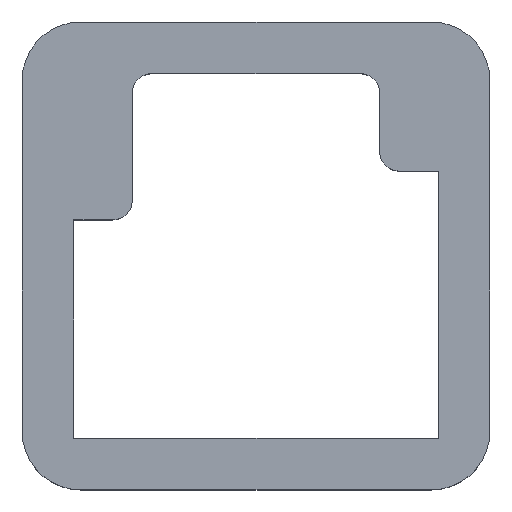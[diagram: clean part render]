
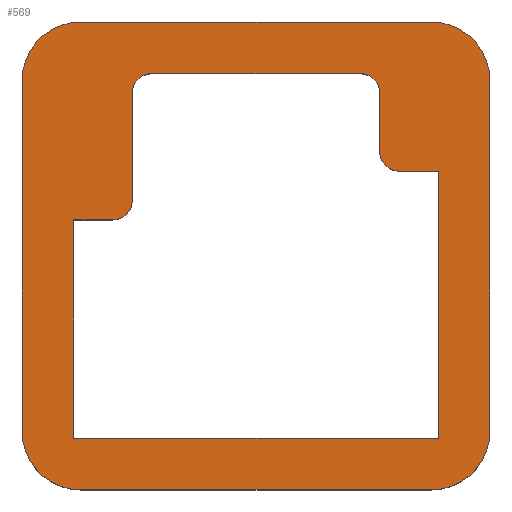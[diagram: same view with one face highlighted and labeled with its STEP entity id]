
A CAD part, top view. The second image highlights one B-rep face of the part: STEP entity #569.
In plain terms, the highlighted planar face has unit normal (0, 0, 1).
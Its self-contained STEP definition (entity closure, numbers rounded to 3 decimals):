
#15=FACE_BOUND('',#74,.T.);
#21=PLANE('',#609);
#43=FACE_OUTER_BOUND('',#73,.T.);
#73=EDGE_LOOP('',(#425,#426,#427,#428,#429,#430,#431,#432));
#74=EDGE_LOOP('',(#433,#434,#435,#436,#437,#438,#439,#440,#441,#442,#443,
#444));
#101=LINE('',#835,#161);
#115=LINE('',#871,#175);
#120=LINE('',#886,#180);
#121=LINE('',#890,#181);
#122=LINE('',#894,#182);
#123=LINE('',#897,#183);
#124=LINE('',#900,#184);
#125=LINE('',#902,#185);
#126=LINE('',#904,#186);
#127=LINE('',#908,#187);
#128=LINE('',#912,#188);
#129=LINE('',#915,#189);
#161=VECTOR('',#663,10.);
#175=VECTOR('',#693,10.);
#180=VECTOR('',#708,10.);
#181=VECTOR('',#711,10.);
#182=VECTOR('',#714,10.);
#183=VECTOR('',#717,10.);
#184=VECTOR('',#720,10.);
#185=VECTOR('',#721,10.);
#186=VECTOR('',#722,10.);
#187=VECTOR('',#725,10.);
#188=VECTOR('',#728,10.);
#189=VECTOR('',#731,10.);
#225=CIRCLE('',#610,3.);
#226=CIRCLE('',#611,3.);
#227=CIRCLE('',#612,3.);
#228=CIRCLE('',#613,3.);
#229=CIRCLE('',#614,1.);
#230=CIRCLE('',#615,1.);
#231=CIRCLE('',#616,1.);
#232=CIRCLE('',#617,1.);
#247=VERTEX_POINT('',#832);
#248=VERTEX_POINT('',#834);
#261=VERTEX_POINT('',#868);
#262=VERTEX_POINT('',#870);
#265=VERTEX_POINT('',#882);
#266=VERTEX_POINT('',#883);
#267=VERTEX_POINT('',#885);
#268=VERTEX_POINT('',#887);
#269=VERTEX_POINT('',#889);
#270=VERTEX_POINT('',#891);
#271=VERTEX_POINT('',#893);
#272=VERTEX_POINT('',#895);
#273=VERTEX_POINT('',#898);
#274=VERTEX_POINT('',#901);
#275=VERTEX_POINT('',#903);
#276=VERTEX_POINT('',#905);
#277=VERTEX_POINT('',#907);
#278=VERTEX_POINT('',#909);
#279=VERTEX_POINT('',#911);
#280=VERTEX_POINT('',#913);
#304=EDGE_CURVE('',#247,#248,#101,.T.);
#322=EDGE_CURVE('',#261,#262,#115,.T.);
#328=EDGE_CURVE('',#265,#266,#225,.T.);
#329=EDGE_CURVE('',#267,#265,#120,.T.);
#330=EDGE_CURVE('',#268,#267,#226,.T.);
#331=EDGE_CURVE('',#269,#268,#121,.T.);
#332=EDGE_CURVE('',#270,#269,#227,.T.);
#333=EDGE_CURVE('',#271,#270,#122,.T.);
#334=EDGE_CURVE('',#272,#271,#228,.T.);
#335=EDGE_CURVE('',#266,#272,#123,.T.);
#336=EDGE_CURVE('',#248,#273,#229,.T.);
#337=EDGE_CURVE('',#262,#247,#124,.T.);
#338=EDGE_CURVE('',#274,#261,#125,.T.);
#339=EDGE_CURVE('',#275,#274,#126,.T.);
#340=EDGE_CURVE('',#276,#275,#230,.T.);
#341=EDGE_CURVE('',#277,#276,#127,.T.);
#342=EDGE_CURVE('',#278,#277,#231,.T.);
#343=EDGE_CURVE('',#279,#278,#128,.T.);
#344=EDGE_CURVE('',#280,#279,#232,.T.);
#345=EDGE_CURVE('',#273,#280,#129,.T.);
#425=ORIENTED_EDGE('',*,*,#328,.F.);
#426=ORIENTED_EDGE('',*,*,#329,.F.);
#427=ORIENTED_EDGE('',*,*,#330,.F.);
#428=ORIENTED_EDGE('',*,*,#331,.F.);
#429=ORIENTED_EDGE('',*,*,#332,.F.);
#430=ORIENTED_EDGE('',*,*,#333,.F.);
#431=ORIENTED_EDGE('',*,*,#334,.F.);
#432=ORIENTED_EDGE('',*,*,#335,.F.);
#433=ORIENTED_EDGE('',*,*,#336,.F.);
#434=ORIENTED_EDGE('',*,*,#304,.F.);
#435=ORIENTED_EDGE('',*,*,#337,.F.);
#436=ORIENTED_EDGE('',*,*,#322,.F.);
#437=ORIENTED_EDGE('',*,*,#338,.F.);
#438=ORIENTED_EDGE('',*,*,#339,.F.);
#439=ORIENTED_EDGE('',*,*,#340,.F.);
#440=ORIENTED_EDGE('',*,*,#341,.F.);
#441=ORIENTED_EDGE('',*,*,#342,.F.);
#442=ORIENTED_EDGE('',*,*,#343,.F.);
#443=ORIENTED_EDGE('',*,*,#344,.F.);
#444=ORIENTED_EDGE('',*,*,#345,.F.);
#569=ADVANCED_FACE('',(#43,#15),#21,.T.);
#609=AXIS2_PLACEMENT_3D('',#881,#704,#705);
#610=AXIS2_PLACEMENT_3D('',#884,#706,#707);
#611=AXIS2_PLACEMENT_3D('',#888,#709,#710);
#612=AXIS2_PLACEMENT_3D('',#892,#712,#713);
#613=AXIS2_PLACEMENT_3D('',#896,#715,#716);
#614=AXIS2_PLACEMENT_3D('',#899,#718,#719);
#615=AXIS2_PLACEMENT_3D('',#906,#723,#724);
#616=AXIS2_PLACEMENT_3D('',#910,#726,#727);
#617=AXIS2_PLACEMENT_3D('',#914,#729,#730);
#663=DIRECTION('',(-1.,0.,0.));
#693=DIRECTION('',(1.,0.,0.));
#704=DIRECTION('center_axis',(0.,0.,1.));
#705=DIRECTION('ref_axis',(1.,0.,0.));
#706=DIRECTION('center_axis',(0.,0.,-1.));
#707=DIRECTION('ref_axis',(0.707,-0.707,0.));
#708=DIRECTION('',(0.,-1.,0.));
#709=DIRECTION('center_axis',(0.,0.,-1.));
#710=DIRECTION('ref_axis',(0.707,0.707,0.));
#711=DIRECTION('',(1.,0.,0.));
#712=DIRECTION('center_axis',(0.,0.,-1.));
#713=DIRECTION('ref_axis',(-0.707,0.707,0.));
#714=DIRECTION('',(0.,1.,0.));
#715=DIRECTION('center_axis',(0.,0.,-1.));
#716=DIRECTION('ref_axis',(-0.707,-0.707,0.));
#717=DIRECTION('',(-1.,0.,0.));
#718=DIRECTION('center_axis',(0.,0.,-1.));
#719=DIRECTION('ref_axis',(-0.707,-0.707,0.));
#720=DIRECTION('',(0.,1.,0.));
#721=DIRECTION('',(0.,-1.,0.));
#722=DIRECTION('',(-1.,0.,0.));
#723=DIRECTION('center_axis',(0.,0.,-1.));
#724=DIRECTION('ref_axis',(0.707,-0.707,0.));
#725=DIRECTION('',(0.,-1.,0.));
#726=DIRECTION('center_axis',(0.,0.,1.));
#727=DIRECTION('ref_axis',(-0.707,0.707,0.));
#728=DIRECTION('',(-1.,0.,0.));
#729=DIRECTION('center_axis',(0.,0.,1.));
#730=DIRECTION('ref_axis',(0.707,0.707,0.));
#731=DIRECTION('',(0.,1.,0.));
#832=CARTESIAN_POINT('',(24.35,19.35,6.58));
#834=CARTESIAN_POINT('',(22.35,19.35,6.58));
#835=CARTESIAN_POINT('',(18.175,19.35,6.58));
#868=CARTESIAN_POINT('',(5.65,5.65,6.58));
#870=CARTESIAN_POINT('',(24.35,5.65,6.58));
#871=CARTESIAN_POINT('',(19.675,5.65,6.58));
#881=CARTESIAN_POINT('Origin',(15.,15.,6.58));
#882=CARTESIAN_POINT('',(27.,6.,6.58));
#883=CARTESIAN_POINT('',(24.,3.,6.58));
#884=CARTESIAN_POINT('Origin',(24.,6.,6.58));
#885=CARTESIAN_POINT('',(27.,24.,6.58));
#886=CARTESIAN_POINT('',(27.,10.5,6.58));
#887=CARTESIAN_POINT('',(24.,27.,6.58));
#888=CARTESIAN_POINT('Origin',(24.,24.,6.58));
#889=CARTESIAN_POINT('',(6.,27.,6.58));
#890=CARTESIAN_POINT('',(19.5,27.,6.58));
#891=CARTESIAN_POINT('',(3.,24.,6.58));
#892=CARTESIAN_POINT('Origin',(6.,24.,6.58));
#893=CARTESIAN_POINT('',(3.,6.,6.58));
#894=CARTESIAN_POINT('',(3.,19.5,6.58));
#895=CARTESIAN_POINT('',(6.,3.,6.58));
#896=CARTESIAN_POINT('Origin',(6.,6.,6.58));
#897=CARTESIAN_POINT('',(10.5,3.,6.58));
#898=CARTESIAN_POINT('',(21.35,20.35,6.58));
#899=CARTESIAN_POINT('Origin',(22.35,20.35,6.58));
#900=CARTESIAN_POINT('',(24.35,17.175,6.58));
#901=CARTESIAN_POINT('',(5.65,16.85,6.58));
#902=CARTESIAN_POINT('',(5.65,10.325,6.58));
#903=CARTESIAN_POINT('',(7.65,16.85,6.58));
#904=CARTESIAN_POINT('',(10.325,16.85,6.58));
#905=CARTESIAN_POINT('',(8.65,17.85,6.58));
#906=CARTESIAN_POINT('Origin',(7.65,17.85,6.58));
#907=CARTESIAN_POINT('',(8.65,23.35,6.58));
#908=CARTESIAN_POINT('',(8.65,15.925,6.58));
#909=CARTESIAN_POINT('',(9.65,24.35,6.58));
#910=CARTESIAN_POINT('Origin',(9.65,23.35,6.58));
#911=CARTESIAN_POINT('',(20.35,24.35,6.58));
#912=CARTESIAN_POINT('',(11.825,24.35,6.58));
#913=CARTESIAN_POINT('',(21.35,23.35,6.58));
#914=CARTESIAN_POINT('Origin',(20.35,23.35,6.58));
#915=CARTESIAN_POINT('',(21.35,19.675,6.58));
